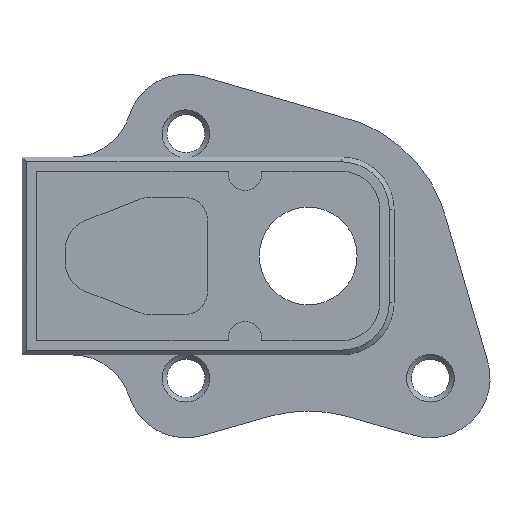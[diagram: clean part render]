
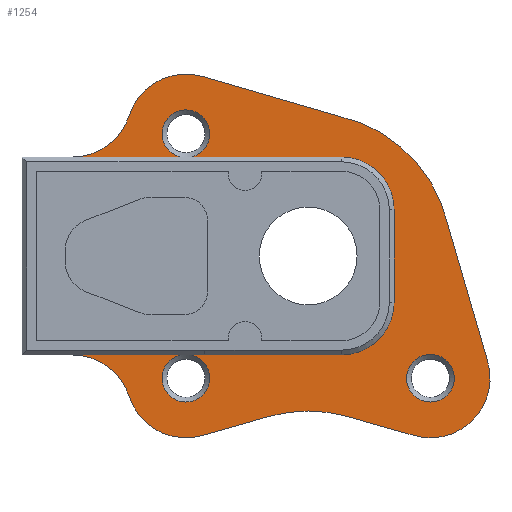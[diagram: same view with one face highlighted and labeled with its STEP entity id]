
A CAD part, front view. The second image highlights one B-rep face of the part: STEP entity #1254.
In plain terms, the highlighted planar face has unit normal (0, -1, 0).
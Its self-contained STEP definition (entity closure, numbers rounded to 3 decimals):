
#23=FACE_BOUND('',#183,.T.);
#36=PLANE('',#1363);
#108=FACE_OUTER_BOUND('',#182,.T.);
#182=EDGE_LOOP('',(#966,#967,#968,#969,#970,#971,#972,#973,#974,#975,#976,
#977,#978,#979,#980,#981,#982,#983,#984,#985,#986,#987));
#183=EDGE_LOOP('',(#988));
#284=LINE('',#1983,#413);
#285=LINE('',#1989,#414);
#286=LINE('',#1993,#415);
#287=LINE('',#1997,#416);
#288=LINE('',#2001,#417);
#289=LINE('',#2007,#418);
#290=LINE('',#2013,#419);
#291=LINE('',#2017,#420);
#292=LINE('',#2021,#421);
#293=LINE('',#2022,#422);
#413=VECTOR('',#1585,10.);
#414=VECTOR('',#1590,10.);
#415=VECTOR('',#1593,10.);
#416=VECTOR('',#1596,10.);
#417=VECTOR('',#1599,10.);
#418=VECTOR('',#1604,10.);
#419=VECTOR('',#1609,10.);
#420=VECTOR('',#1612,10.);
#421=VECTOR('',#1615,10.);
#422=VECTOR('',#1616,10.);
#515=CIRCLE('',#1356,2.);
#517=CIRCLE('',#1360,2.);
#519=CIRCLE('',#1364,5.);
#520=CIRCLE('',#1365,5.);
#521=CIRCLE('',#1366,12.);
#522=CIRCLE('',#1367,5.);
#523=CIRCLE('',#1368,12.);
#524=CIRCLE('',#1369,5.);
#525=CIRCLE('',#1370,5.);
#526=CIRCLE('',#1371,2.);
#527=CIRCLE('',#1372,2.);
#528=CIRCLE('',#1373,4.401);
#529=CIRCLE('',#1374,4.401);
#601=VERTEX_POINT('',#1958);
#603=VERTEX_POINT('',#1963);
#605=VERTEX_POINT('',#1974);
#607=VERTEX_POINT('',#1982);
#608=VERTEX_POINT('',#1984);
#609=VERTEX_POINT('',#1986);
#610=VERTEX_POINT('',#1988);
#611=VERTEX_POINT('',#1990);
#612=VERTEX_POINT('',#1992);
#613=VERTEX_POINT('',#1994);
#614=VERTEX_POINT('',#1996);
#615=VERTEX_POINT('',#1998);
#616=VERTEX_POINT('',#2000);
#617=VERTEX_POINT('',#2002);
#618=VERTEX_POINT('',#2004);
#619=VERTEX_POINT('',#2006);
#620=VERTEX_POINT('',#2008);
#621=VERTEX_POINT('',#2010);
#622=VERTEX_POINT('',#2012);
#623=VERTEX_POINT('',#2014);
#624=VERTEX_POINT('',#2016);
#625=VERTEX_POINT('',#2018);
#626=VERTEX_POINT('',#2020);
#736=EDGE_CURVE('',#601,#603,#515,.T.);
#741=EDGE_CURVE('',#605,#605,#517,.T.);
#745=EDGE_CURVE('',#601,#607,#284,.T.);
#746=EDGE_CURVE('',#608,#607,#519,.T.);
#747=EDGE_CURVE('',#608,#609,#520,.T.);
#748=EDGE_CURVE('',#609,#610,#285,.T.);
#749=EDGE_CURVE('',#610,#611,#521,.T.);
#750=EDGE_CURVE('',#611,#612,#286,.T.);
#751=EDGE_CURVE('',#612,#613,#522,.T.);
#752=EDGE_CURVE('',#613,#614,#287,.T.);
#753=EDGE_CURVE('',#614,#615,#523,.T.);
#754=EDGE_CURVE('',#615,#616,#288,.T.);
#755=EDGE_CURVE('',#616,#617,#524,.T.);
#756=EDGE_CURVE('',#618,#617,#525,.T.);
#757=EDGE_CURVE('',#618,#619,#289,.T.);
#758=EDGE_CURVE('',#620,#619,#526,.T.);
#759=EDGE_CURVE('',#621,#620,#527,.T.);
#760=EDGE_CURVE('',#621,#622,#290,.T.);
#761=EDGE_CURVE('',#622,#623,#528,.T.);
#762=EDGE_CURVE('',#623,#624,#291,.T.);
#763=EDGE_CURVE('',#624,#625,#529,.T.);
#764=EDGE_CURVE('',#625,#626,#292,.T.);
#765=EDGE_CURVE('',#626,#603,#293,.T.);
#966=ORIENTED_EDGE('',*,*,#736,.F.);
#967=ORIENTED_EDGE('',*,*,#745,.T.);
#968=ORIENTED_EDGE('',*,*,#746,.F.);
#969=ORIENTED_EDGE('',*,*,#747,.T.);
#970=ORIENTED_EDGE('',*,*,#748,.T.);
#971=ORIENTED_EDGE('',*,*,#749,.T.);
#972=ORIENTED_EDGE('',*,*,#750,.T.);
#973=ORIENTED_EDGE('',*,*,#751,.T.);
#974=ORIENTED_EDGE('',*,*,#752,.T.);
#975=ORIENTED_EDGE('',*,*,#753,.T.);
#976=ORIENTED_EDGE('',*,*,#754,.T.);
#977=ORIENTED_EDGE('',*,*,#755,.T.);
#978=ORIENTED_EDGE('',*,*,#756,.F.);
#979=ORIENTED_EDGE('',*,*,#757,.T.);
#980=ORIENTED_EDGE('',*,*,#758,.F.);
#981=ORIENTED_EDGE('',*,*,#759,.F.);
#982=ORIENTED_EDGE('',*,*,#760,.T.);
#983=ORIENTED_EDGE('',*,*,#761,.T.);
#984=ORIENTED_EDGE('',*,*,#762,.T.);
#985=ORIENTED_EDGE('',*,*,#763,.T.);
#986=ORIENTED_EDGE('',*,*,#764,.T.);
#987=ORIENTED_EDGE('',*,*,#765,.T.);
#988=ORIENTED_EDGE('',*,*,#741,.F.);
#1254=ADVANCED_FACE('',(#108,#23),#36,.T.);
#1356=AXIS2_PLACEMENT_3D('',#1964,#1565,#1566);
#1360=AXIS2_PLACEMENT_3D('',#1975,#1575,#1576);
#1363=AXIS2_PLACEMENT_3D('',#1981,#1583,#1584);
#1364=AXIS2_PLACEMENT_3D('',#1985,#1586,#1587);
#1365=AXIS2_PLACEMENT_3D('',#1987,#1588,#1589);
#1366=AXIS2_PLACEMENT_3D('',#1991,#1591,#1592);
#1367=AXIS2_PLACEMENT_3D('',#1995,#1594,#1595);
#1368=AXIS2_PLACEMENT_3D('',#1999,#1597,#1598);
#1369=AXIS2_PLACEMENT_3D('',#2003,#1600,#1601);
#1370=AXIS2_PLACEMENT_3D('',#2005,#1602,#1603);
#1371=AXIS2_PLACEMENT_3D('',#2009,#1605,#1606);
#1372=AXIS2_PLACEMENT_3D('',#2011,#1607,#1608);
#1373=AXIS2_PLACEMENT_3D('',#2015,#1610,#1611);
#1374=AXIS2_PLACEMENT_3D('',#2019,#1613,#1614);
#1565=DIRECTION('center_axis',(0.,-1.,0.));
#1566=DIRECTION('ref_axis',(0.,0.,-1.));
#1575=DIRECTION('center_axis',(0.,-1.,0.));
#1576=DIRECTION('ref_axis',(0.,0.,-1.));
#1583=DIRECTION('center_axis',(0.,-1.,0.));
#1584=DIRECTION('ref_axis',(1.,0.,0.));
#1585=DIRECTION('',(-1.,0.,0.));
#1586=DIRECTION('center_axis',(0.,-1.,0.));
#1587=DIRECTION('ref_axis',(0.952,0.,0.305));
#1588=DIRECTION('center_axis',(0.,-1.,0.));
#1589=DIRECTION('ref_axis',(-0.961,0.,0.275));
#1590=DIRECTION('',(0.961,0.,0.275));
#1591=DIRECTION('center_axis',(0.,1.,0.));
#1592=DIRECTION('ref_axis',(0.275,0.,0.961));
#1593=DIRECTION('',(0.961,0.,-0.275));
#1594=DIRECTION('center_axis',(0.,-1.,0.));
#1595=DIRECTION('ref_axis',(-0.275,0.,-0.961));
#1596=DIRECTION('',(-0.28,0.,0.96));
#1597=DIRECTION('center_axis',(0.,-1.,0.));
#1598=DIRECTION('ref_axis',(0.975,0.,0.22));
#1599=DIRECTION('',(-0.96,0.,0.28));
#1600=DIRECTION('center_axis',(0.,-1.,0.));
#1601=DIRECTION('ref_axis',(0.275,0.,0.961));
#1602=DIRECTION('center_axis',(0.,-1.,0.));
#1603=DIRECTION('ref_axis',(0.,0.,-1.));
#1604=DIRECTION('',(1.,0.,0.));
#1605=DIRECTION('center_axis',(0.,-1.,0.));
#1606=DIRECTION('ref_axis',(0.,0.,-1.));
#1607=DIRECTION('center_axis',(0.,-1.,0.));
#1608=DIRECTION('ref_axis',(0.,0.,-1.));
#1609=DIRECTION('',(1.,0.,0.));
#1610=DIRECTION('center_axis',(0.,1.,0.));
#1611=DIRECTION('ref_axis',(1.,0.,0.));
#1612=DIRECTION('',(0.,0.,-1.));
#1613=DIRECTION('center_axis',(0.,1.,0.));
#1614=DIRECTION('ref_axis',(0.,0.,-1.));
#1615=DIRECTION('',(-1.,0.,0.));
#1616=DIRECTION('',(-1.,0.,0.));
#1958=CARTESIAN_POINT('',(-10.684,-3.2,-8.3));
#1963=CARTESIAN_POINT('',(-9.822,-3.2,-8.3));
#1964=CARTESIAN_POINT('Origin',(-10.253,-3.2,-10.253));
#1974=CARTESIAN_POINT('',(10.253,-3.2,-8.253));
#1975=CARTESIAN_POINT('Origin',(10.253,-3.2,-10.253));
#1981=CARTESIAN_POINT('Origin',(0.,-3.2,0.));
#1982=CARTESIAN_POINT('',(-19.778,-3.2,-8.3));
#1983=CARTESIAN_POINT('',(-12.,-3.2,-8.3));
#1984=CARTESIAN_POINT('',(-15.015,-3.2,-11.777));
#1985=CARTESIAN_POINT('Origin',(-19.778,-3.2,-13.3));
#1986=CARTESIAN_POINT('',(-8.876,-3.2,-15.06));
#1987=CARTESIAN_POINT('Origin',(-10.253,-3.2,-10.253));
#1988=CARTESIAN_POINT('',(-3.304,-3.2,-13.464));
#1989=CARTESIAN_POINT('',(-8.876,-3.2,-15.06));
#1990=CARTESIAN_POINT('',(3.304,-3.2,-13.464));
#1991=CARTESIAN_POINT('Origin',(0.,-3.2,-25.));
#1992=CARTESIAN_POINT('',(8.876,-3.2,-15.06));
#1993=CARTESIAN_POINT('',(3.304,-3.2,-13.464));
#1994=CARTESIAN_POINT('',(15.06,-3.2,-8.876));
#1995=CARTESIAN_POINT('Origin',(10.253,-3.2,-10.253));
#1996=CARTESIAN_POINT('',(11.705,-3.2,2.645));
#1997=CARTESIAN_POINT('',(15.06,-3.2,-8.876));
#1998=CARTESIAN_POINT('',(2.645,-3.2,11.705));
#1999=CARTESIAN_POINT('Origin',(0.,-3.2,0.));
#2000=CARTESIAN_POINT('',(-8.876,-3.2,15.06));
#2001=CARTESIAN_POINT('',(2.645,-3.2,11.705));
#2002=CARTESIAN_POINT('',(-15.015,-3.2,11.777));
#2003=CARTESIAN_POINT('Origin',(-10.253,-3.2,10.253));
#2004=CARTESIAN_POINT('',(-19.778,-3.2,8.3));
#2005=CARTESIAN_POINT('Origin',(-19.778,-3.2,13.3));
#2006=CARTESIAN_POINT('',(-10.684,-3.2,8.3));
#2007=CARTESIAN_POINT('',(1.399,-3.2,8.3));
#2008=CARTESIAN_POINT('',(-10.253,-3.2,12.253));
#2009=CARTESIAN_POINT('Origin',(-10.253,-3.2,10.253));
#2010=CARTESIAN_POINT('',(-9.822,-3.2,8.3));
#2011=CARTESIAN_POINT('Origin',(-10.253,-3.2,10.253));
#2012=CARTESIAN_POINT('',(2.799,-3.2,8.3));
#2013=CARTESIAN_POINT('',(1.399,-3.2,8.3));
#2014=CARTESIAN_POINT('',(7.2,-3.2,3.899));
#2015=CARTESIAN_POINT('Origin',(2.799,-3.2,3.899));
#2016=CARTESIAN_POINT('',(7.2,-3.2,-3.899));
#2017=CARTESIAN_POINT('',(7.2,-3.2,-1.949));
#2018=CARTESIAN_POINT('',(2.799,-3.2,-8.3));
#2019=CARTESIAN_POINT('Origin',(2.799,-3.2,-3.899));
#2020=CARTESIAN_POINT('',(-8.667,-3.2,-8.3));
#2021=CARTESIAN_POINT('',(-4.333,-3.2,-8.3));
#2022=CARTESIAN_POINT('',(-12.,-3.2,-8.3));
